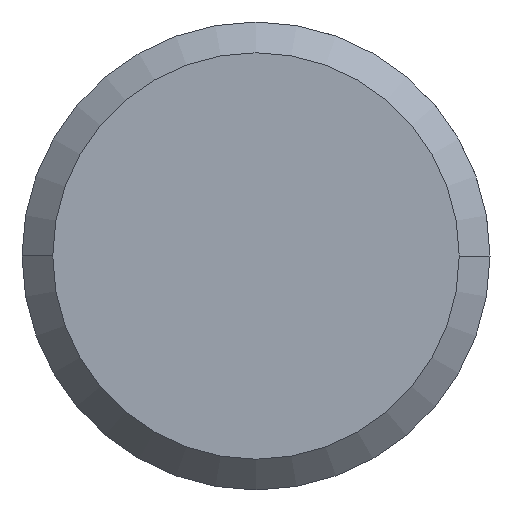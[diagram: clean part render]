
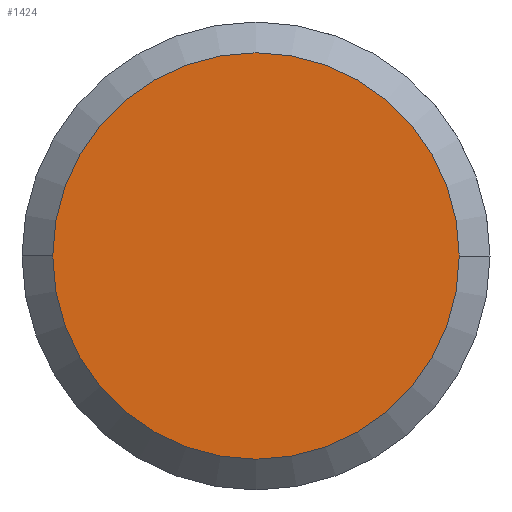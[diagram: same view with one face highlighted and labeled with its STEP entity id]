
A CAD part, front view. The second image highlights one B-rep face of the part: STEP entity #1424.
In plain terms, the highlighted planar face has unit normal (0, -1, 0).
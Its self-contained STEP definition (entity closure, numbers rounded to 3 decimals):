
#1004 = CONICAL_SURFACE('',#1005,6.54,0.785);
#1005 = AXIS2_PLACEMENT_3D('',#1006,#1007,#1008);
#1006 = CARTESIAN_POINT('',(0.,-6.769,
    0.));
#1007 = DIRECTION('',(0.,1.,
    0.));
#1008 = DIRECTION('',(-1.,0.,
    0.));
#1143 = CONICAL_SURFACE('',#1144,6.54,0.785);
#1144 = AXIS2_PLACEMENT_3D('',#1145,#1146,#1147);
#1145 = CARTESIAN_POINT('',(0.,-6.769,
    0.));
#1146 = DIRECTION('',(0.,1.,
    0.));
#1147 = DIRECTION('',(1.,0.,
    0.));
#1183 = EDGE_CURVE('',#1184,#1186,#1188,.T.);
#1184 = VERTEX_POINT('',#1185);
#1185 = CARTESIAN_POINT('',(6.079,-7.23,
    0.));
#1186 = VERTEX_POINT('',#1187);
#1187 = CARTESIAN_POINT('',(-6.08,-7.228,
    0.));
#1188 = SURFACE_CURVE('',#1189,(#1194,#1223),.PCURVE_S1.);
#1189 = CIRCLE('',#1190,6.08);
#1190 = AXIS2_PLACEMENT_3D('',#1191,#1192,#1193);
#1191 = CARTESIAN_POINT('',(0.,-7.229,
    0.));
#1192 = DIRECTION('',(0.,-1.,
    0.));
#1193 = DIRECTION('',(1.,0.,
    0.));
#1194 = PCURVE('',#1143,#1195);
#1195 = DEFINITIONAL_REPRESENTATION('',(#1196),#1222);
#1196 = B_SPLINE_CURVE_WITH_KNOTS('',3,(#1197,#1198,#1199,#1200,#1201,
    #1202,#1203,#1204,#1205,#1206,#1207,#1208,#1209,#1210,#1211,#1212,
    #1213,#1214,#1215,#1216,#1217,#1218,#1219,#1220,#1221),
  .UNSPECIFIED.,.F.,.F.,(4,1,1,1,1,1,1,1,1,1,1,1,1,1,1,1,1,1,1,1,1,1,4),
  (0.,0.143,0.286,0.428,
    0.571,0.714,0.857,1.,
    1.142,1.285,1.428,1.571,
    1.714,1.856,1.999,2.142,
    2.285,2.428,2.57,2.713,
    2.856,2.999,3.142),
  .QUASI_UNIFORM_KNOTS.);
#1197 = CARTESIAN_POINT('',(6.283,-0.46));
#1198 = CARTESIAN_POINT('',(6.236,-0.46));
#1199 = CARTESIAN_POINT('',(6.14,-0.46));
#1200 = CARTESIAN_POINT('',(5.998,-0.46));
#1201 = CARTESIAN_POINT('',(5.855,-0.46));
#1202 = CARTESIAN_POINT('',(5.712,-0.46));
#1203 = CARTESIAN_POINT('',(5.569,-0.46));
#1204 = CARTESIAN_POINT('',(5.426,-0.46));
#1205 = CARTESIAN_POINT('',(5.284,-0.46));
#1206 = CARTESIAN_POINT('',(5.141,-0.46));
#1207 = CARTESIAN_POINT('',(4.998,-0.46));
#1208 = CARTESIAN_POINT('',(4.855,-0.46));
#1209 = CARTESIAN_POINT('',(4.712,-0.46));
#1210 = CARTESIAN_POINT('',(4.57,-0.46));
#1211 = CARTESIAN_POINT('',(4.427,-0.46));
#1212 = CARTESIAN_POINT('',(4.284,-0.46));
#1213 = CARTESIAN_POINT('',(4.141,-0.46));
#1214 = CARTESIAN_POINT('',(3.998,-0.46));
#1215 = CARTESIAN_POINT('',(3.856,-0.46));
#1216 = CARTESIAN_POINT('',(3.713,-0.46));
#1217 = CARTESIAN_POINT('',(3.57,-0.46));
#1218 = CARTESIAN_POINT('',(3.427,-0.46));
#1219 = CARTESIAN_POINT('',(3.284,-0.46));
#1220 = CARTESIAN_POINT('',(3.189,-0.46));
#1221 = CARTESIAN_POINT('',(3.142,-0.46));
#1222 = ( GEOMETRIC_REPRESENTATION_CONTEXT(2) 
PARAMETRIC_REPRESENTATION_CONTEXT() REPRESENTATION_CONTEXT('2D SPACE',''
  ) );
#1223 = PCURVE('',#1224,#1229);
#1224 = PLANE('',#1225);
#1225 = AXIS2_PLACEMENT_3D('',#1226,#1227,#1228);
#1226 = CARTESIAN_POINT('',(0.,-7.229,
    0.));
#1227 = DIRECTION('',(0.,1.,
    0.));
#1228 = DIRECTION('',(0.,0.,1.
    ));
#1229 = DEFINITIONAL_REPRESENTATION('',(#1230),#1238);
#1230 = ( BOUNDED_CURVE() B_SPLINE_CURVE(2,(#1231,#1232,#1233,#1234,
#1235,#1236,#1237),.UNSPECIFIED.,.F.,.F.) B_SPLINE_CURVE_WITH_KNOTS((1,2
    ,2,2,2,1),(-2.094,0.,2.094,4.189,
6.283,8.378),.UNSPECIFIED.) CURVE() 
GEOMETRIC_REPRESENTATION_ITEM() RATIONAL_B_SPLINE_CURVE((1.,0.5,1.,0.5,
1.,0.5,1.)) REPRESENTATION_ITEM('') );
#1231 = CARTESIAN_POINT('',(0.,6.08));
#1232 = CARTESIAN_POINT('',(10.53,6.08));
#1233 = CARTESIAN_POINT('',(5.265,-3.04));
#1234 = CARTESIAN_POINT('',(0.,-12.16));
#1235 = CARTESIAN_POINT('',(-5.265,-3.04));
#1236 = CARTESIAN_POINT('',(-10.531,6.08));
#1237 = CARTESIAN_POINT('',(0.,6.08));
#1238 = ( GEOMETRIC_REPRESENTATION_CONTEXT(2) 
PARAMETRIC_REPRESENTATION_CONTEXT() REPRESENTATION_CONTEXT('2D SPACE',''
  ) );
#1376 = EDGE_CURVE('',#1186,#1184,#1377,.T.);
#1377 = SURFACE_CURVE('',#1378,(#1383,#1412),.PCURVE_S1.);
#1378 = CIRCLE('',#1379,6.08);
#1379 = AXIS2_PLACEMENT_3D('',#1380,#1381,#1382);
#1380 = CARTESIAN_POINT('',(0.,-7.229,
    0.));
#1381 = DIRECTION('',(0.,-1.,
    0.));
#1382 = DIRECTION('',(-1.,0.,
    0.));
#1383 = PCURVE('',#1004,#1384);
#1384 = DEFINITIONAL_REPRESENTATION('',(#1385),#1411);
#1385 = B_SPLINE_CURVE_WITH_KNOTS('',3,(#1386,#1387,#1388,#1389,#1390,
    #1391,#1392,#1393,#1394,#1395,#1396,#1397,#1398,#1399,#1400,#1401,
    #1402,#1403,#1404,#1405,#1406,#1407,#1408,#1409,#1410),
  .UNSPECIFIED.,.F.,.F.,(4,1,1,1,1,1,1,1,1,1,1,1,1,1,1,1,1,1,1,1,1,1,4),
  (0.,0.143,0.286,0.428,0.571,
    0.714,0.857,1.,1.142,
    1.285,1.428,1.571,1.714,
    1.856,1.999,2.142,2.285,
    2.428,2.57,2.713,2.856,
    2.999,3.142),.QUASI_UNIFORM_KNOTS.);
#1386 = CARTESIAN_POINT('',(6.283,-0.46));
#1387 = CARTESIAN_POINT('',(6.236,-0.46));
#1388 = CARTESIAN_POINT('',(6.14,-0.46));
#1389 = CARTESIAN_POINT('',(5.998,-0.46));
#1390 = CARTESIAN_POINT('',(5.855,-0.46));
#1391 = CARTESIAN_POINT('',(5.712,-0.46));
#1392 = CARTESIAN_POINT('',(5.569,-0.46));
#1393 = CARTESIAN_POINT('',(5.426,-0.46));
#1394 = CARTESIAN_POINT('',(5.284,-0.46));
#1395 = CARTESIAN_POINT('',(5.141,-0.46));
#1396 = CARTESIAN_POINT('',(4.998,-0.46));
#1397 = CARTESIAN_POINT('',(4.855,-0.46));
#1398 = CARTESIAN_POINT('',(4.712,-0.46));
#1399 = CARTESIAN_POINT('',(4.57,-0.46));
#1400 = CARTESIAN_POINT('',(4.427,-0.46));
#1401 = CARTESIAN_POINT('',(4.284,-0.46));
#1402 = CARTESIAN_POINT('',(4.141,-0.46));
#1403 = CARTESIAN_POINT('',(3.998,-0.46));
#1404 = CARTESIAN_POINT('',(3.856,-0.46));
#1405 = CARTESIAN_POINT('',(3.713,-0.46));
#1406 = CARTESIAN_POINT('',(3.57,-0.46));
#1407 = CARTESIAN_POINT('',(3.427,-0.46));
#1408 = CARTESIAN_POINT('',(3.284,-0.46));
#1409 = CARTESIAN_POINT('',(3.189,-0.46));
#1410 = CARTESIAN_POINT('',(3.142,-0.46));
#1411 = ( GEOMETRIC_REPRESENTATION_CONTEXT(2) 
PARAMETRIC_REPRESENTATION_CONTEXT() REPRESENTATION_CONTEXT('2D SPACE',''
  ) );
#1412 = PCURVE('',#1224,#1413);
#1413 = DEFINITIONAL_REPRESENTATION('',(#1414),#1422);
#1414 = ( BOUNDED_CURVE() B_SPLINE_CURVE(2,(#1415,#1416,#1417,#1418,
#1419,#1420,#1421),.UNSPECIFIED.,.F.,.F.) B_SPLINE_CURVE_WITH_KNOTS((1,2
    ,2,2,2,1),(-2.094,0.,2.094,4.189,
6.283,8.378),.UNSPECIFIED.) CURVE() 
GEOMETRIC_REPRESENTATION_ITEM() RATIONAL_B_SPLINE_CURVE((1.,0.5,1.,0.5,
1.,0.5,1.)) REPRESENTATION_ITEM('') );
#1415 = CARTESIAN_POINT('',(0.,-6.08));
#1416 = CARTESIAN_POINT('',(-10.531,-6.08));
#1417 = CARTESIAN_POINT('',(-5.265,3.04));
#1418 = CARTESIAN_POINT('',(0.,12.16));
#1419 = CARTESIAN_POINT('',(5.265,3.04));
#1420 = CARTESIAN_POINT('',(10.531,-6.08));
#1421 = CARTESIAN_POINT('',(0.,-6.08));
#1422 = ( GEOMETRIC_REPRESENTATION_CONTEXT(2) 
PARAMETRIC_REPRESENTATION_CONTEXT() REPRESENTATION_CONTEXT('2D SPACE',''
  ) );
#1424 = ADVANCED_FACE('',(#1425),#1224,.F.);
#1425 = FACE_BOUND('',#1426,.F.);
#1426 = EDGE_LOOP('',(#1427,#1428));
#1427 = ORIENTED_EDGE('',*,*,#1376,.F.);
#1428 = ORIENTED_EDGE('',*,*,#1183,.F.);
